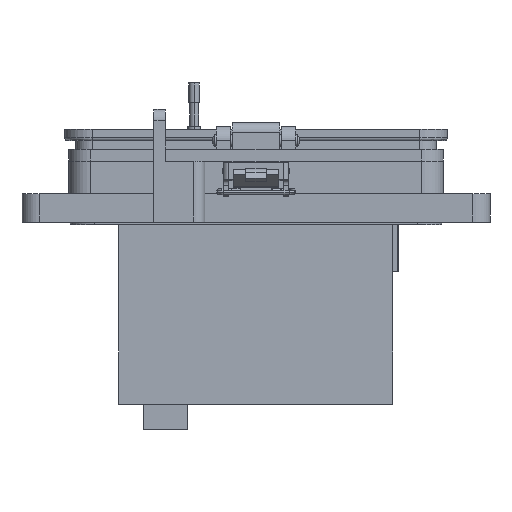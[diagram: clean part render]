
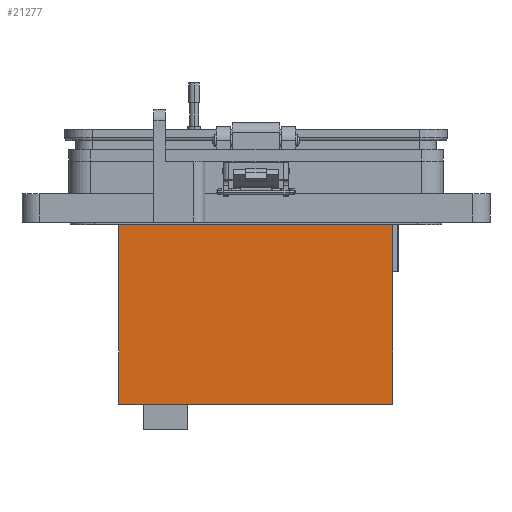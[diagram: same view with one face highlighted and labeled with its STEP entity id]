
A CAD part, front view. The second image highlights one B-rep face of the part: STEP entity #21277.
In plain terms, the highlighted planar face has unit normal (0, -1, 0).
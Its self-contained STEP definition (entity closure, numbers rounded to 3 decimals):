
#3704 = CARTESIAN_POINT ( 'NONE',  ( 73.152, -3.594, -76.2 ) ) ;
#4627 = ORIENTED_EDGE ( 'NONE', *, *, #4895, .F. ) ;
#4895 = EDGE_CURVE ( 'NONE', #96857, #99613, #74526, .T. ) ;
#6699 = ORIENTED_EDGE ( 'NONE', *, *, #52976, .T. ) ;
#8342 = VECTOR ( 'NONE', #38918, 1000. ) ;
#9689 = AXIS2_PLACEMENT_3D ( 'NONE', #3704, #61830, #12086 ) ;
#12086 = DIRECTION ( 'NONE',  ( 1., 0., 0. ) ) ;
#18492 = VERTEX_POINT ( 'NONE', #22931 ) ;
#18683 = CARTESIAN_POINT ( 'NONE',  ( -3.048, -3.594, 0. ) ) ;
#18916 = LINE ( 'NONE', #73138, #38438 ) ;
#21277 = ADVANCED_FACE ( 'NONE', ( #84190 ), #28409, .T. ) ;
#22931 = CARTESIAN_POINT ( 'NONE',  ( 93.472, -3.594, -76.2 ) ) ;
#23292 = EDGE_CURVE ( 'NONE', #99613, #18492, #50511, .T. ) ;
#26723 = VECTOR ( 'NONE', #66707, 1000. ) ;
#28409 = PLANE ( 'NONE',  #9689 ) ;
#33143 = ORIENTED_EDGE ( 'NONE', *, *, #90061, .F. ) ;
#38438 = VECTOR ( 'NONE', #56559, 1000. ) ;
#38918 = DIRECTION ( 'NONE',  ( 1., 0., 0. ) ) ;
#50511 = LINE ( 'NONE', #92168, #69985 ) ;
#52976 = EDGE_CURVE ( 'NONE', #63759, #18492, #92892, .T. ) ;
#53130 = ORIENTED_EDGE ( 'NONE', *, *, #23292, .F. ) ;
#56559 = DIRECTION ( 'NONE',  ( 0., 0., 1. ) ) ;
#58426 = CARTESIAN_POINT ( 'NONE',  ( 35.052, -3.594, -76.2 ) ) ;
#61319 = EDGE_LOOP ( 'NONE', ( #6699, #53130, #4627, #33143 ) ) ;
#61830 = DIRECTION ( 'NONE',  ( 0., -1., 0. ) ) ;
#63759 = VERTEX_POINT ( 'NONE', #74179 ) ;
#66707 = DIRECTION ( 'NONE',  ( 1., 0., 0. ) ) ;
#69985 = VECTOR ( 'NONE', #75516, 1000. ) ;
#73138 = CARTESIAN_POINT ( 'NONE',  ( -3.048, -3.594, -76.2 ) ) ;
#74179 = CARTESIAN_POINT ( 'NONE',  ( -3.048, -3.594, -76.2 ) ) ;
#74526 = LINE ( 'NONE', #80219, #8342 ) ;
#75516 = DIRECTION ( 'NONE',  ( 0., 0., -1. ) ) ;
#80219 = CARTESIAN_POINT ( 'NONE',  ( 35.052, -3.594, 0. ) ) ;
#84190 = FACE_OUTER_BOUND ( 'NONE', #61319, .T. ) ;
#90061 = EDGE_CURVE ( 'NONE', #63759, #96857, #18916, .T. ) ;
#92168 = CARTESIAN_POINT ( 'NONE',  ( 93.472, -3.594, -38.1 ) ) ;
#92892 = LINE ( 'NONE', #58426, #26723 ) ;
#96857 = VERTEX_POINT ( 'NONE', #18683 ) ;
#98771 = CARTESIAN_POINT ( 'NONE',  ( 93.472, -3.594, 0. ) ) ;
#99613 = VERTEX_POINT ( 'NONE', #98771 ) ;
